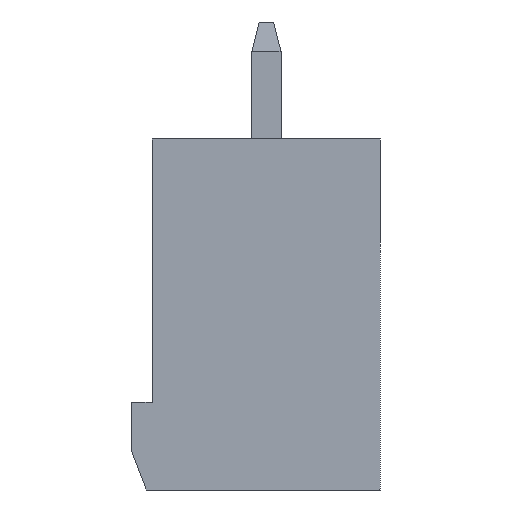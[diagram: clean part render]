
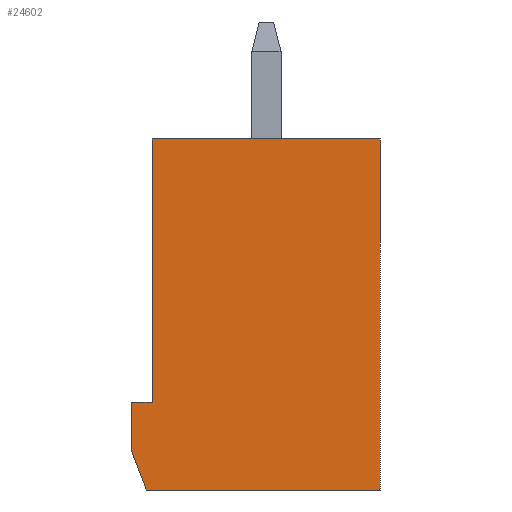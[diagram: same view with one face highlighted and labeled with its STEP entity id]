
A CAD part, left-side view. The second image highlights one B-rep face of the part: STEP entity #24602.
In plain terms, the highlighted planar face has unit normal (-1, 0, 0).
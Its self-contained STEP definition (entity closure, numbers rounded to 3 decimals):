
#2866 = VERTEX_POINT('',#2867);
#2867 = CARTESIAN_POINT('',(-50.7,2.45,-7.81));
#2873 = EDGE_CURVE('',#2874,#2866,#2876,.T.);
#2874 = VERTEX_POINT('',#2875);
#2875 = CARTESIAN_POINT('',(-50.7,-5.35,-7.81));
#2876 = LINE('',#2877,#2878);
#2877 = CARTESIAN_POINT('',(-50.7,-5.35,-7.81));
#2878 = VECTOR('',#2879,1.);
#2879 = DIRECTION('',(0.,1.,0.));
#3249 = VERTEX_POINT('',#3250);
#3250 = CARTESIAN_POINT('',(-50.7,2.45,-16.81));
#3256 = EDGE_CURVE('',#3249,#2866,#3257,.T.);
#3257 = LINE('',#3258,#3259);
#3258 = CARTESIAN_POINT('',(-50.7,2.45,-16.81));
#3259 = VECTOR('',#3260,1.);
#3260 = DIRECTION('',(0.,0.,1.));
#3273 = VERTEX_POINT('',#3274);
#3274 = CARTESIAN_POINT('',(-50.7,3.15,-16.81));
#3280 = EDGE_CURVE('',#3273,#3249,#3281,.T.);
#3281 = LINE('',#3282,#3283);
#3282 = CARTESIAN_POINT('',(-50.7,3.15,-16.81));
#3283 = VECTOR('',#3284,1.);
#3284 = DIRECTION('',(0.,-1.,0.));
#3466 = VERTEX_POINT('',#3467);
#3467 = CARTESIAN_POINT('',(-50.7,3.15,-18.51));
#3473 = EDGE_CURVE('',#3273,#3466,#3474,.T.);
#3474 = LINE('',#3475,#3476);
#3475 = CARTESIAN_POINT('',(-50.7,3.15,-16.81));
#3476 = VECTOR('',#3477,1.);
#3477 = DIRECTION('',(0.,0.,-1.));
#3499 = VERTEX_POINT('',#3500);
#3500 = CARTESIAN_POINT('',(-50.7,-5.35,-19.81));
#3506 = EDGE_CURVE('',#3507,#3499,#3509,.T.);
#3507 = VERTEX_POINT('',#3508);
#3508 = CARTESIAN_POINT('',(-50.7,2.65,-19.81));
#3509 = LINE('',#3510,#3511);
#3510 = CARTESIAN_POINT('',(-50.7,2.65,-19.81));
#3511 = VECTOR('',#3512,1.);
#3512 = DIRECTION('',(0.,-1.,0.));
#3984 = EDGE_CURVE('',#3499,#2874,#3985,.T.);
#3985 = LINE('',#3986,#3987);
#3986 = CARTESIAN_POINT('',(-50.7,-5.35,-19.81));
#3987 = VECTOR('',#3988,1.);
#3988 = DIRECTION('',(0.,0.,1.));
#22821 = EDGE_CURVE('',#3507,#3466,#22822,.T.);
#22822 = LINE('',#22823,#22824);
#22823 = CARTESIAN_POINT('',(-50.7,2.65,-19.81));
#22824 = VECTOR('',#22825,1.);
#22825 = DIRECTION('',(0.,0.359,0.933)
  );
#24602 = ADVANCED_FACE('',(#24603),#24612,.T.);
#24603 = FACE_BOUND('',#24604,.T.);
#24604 = EDGE_LOOP('',(#24605,#24606,#24607,#24608,#24609,#24610,#24611)
  );
#24605 = ORIENTED_EDGE('',*,*,#3506,.T.);
#24606 = ORIENTED_EDGE('',*,*,#3984,.T.);
#24607 = ORIENTED_EDGE('',*,*,#2873,.T.);
#24608 = ORIENTED_EDGE('',*,*,#3256,.F.);
#24609 = ORIENTED_EDGE('',*,*,#3280,.F.);
#24610 = ORIENTED_EDGE('',*,*,#3473,.T.);
#24611 = ORIENTED_EDGE('',*,*,#22821,.F.);
#24612 = PLANE('',#24613);
#24613 = AXIS2_PLACEMENT_3D('',#24614,#24615,#24616);
#24614 = CARTESIAN_POINT('',(-50.7,-11.5,-5.521));
#24615 = DIRECTION('',(-1.,0.,0.));
#24616 = DIRECTION('',(0.,0.,-1.));
